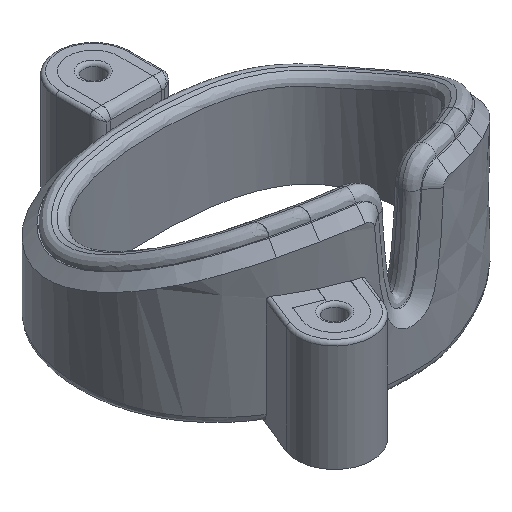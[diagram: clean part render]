
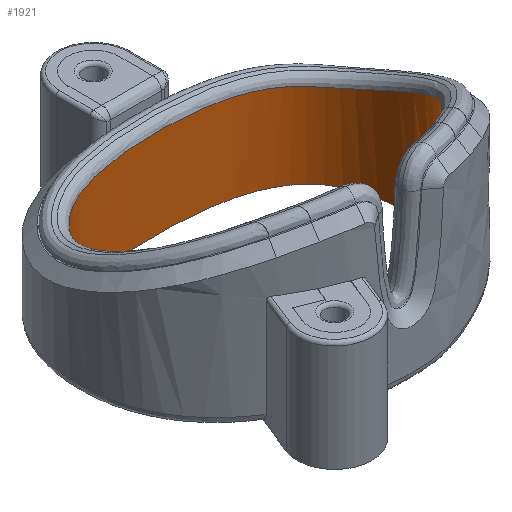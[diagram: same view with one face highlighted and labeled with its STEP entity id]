
A CAD part, isometric view. The second image highlights one B-rep face of the part: STEP entity #1921.
In plain terms, the highlighted free-form (B-spline) face has degree [3, 1] with [19, 2] control points.
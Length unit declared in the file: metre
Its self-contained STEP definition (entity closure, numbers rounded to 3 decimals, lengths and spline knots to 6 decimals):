
#195=B_SPLINE_CURVE_WITH_KNOTS('',3,(#3506,#3507,#3508,#3509,#3510,#3511,
#3512,#3513,#3514,#3515,#3516,#3517,#3518,#3519,#3520,#3521,#3522,#3523,
#3524,#3525,#3526,#3527,#3528,#3529,#3530),.UNSPECIFIED.,.F.,.F.,(4,1,1,
1,1,1,1,1,1,1,1,1,1,1,1,1,1,1,1,1,1,1,4),(0.,0.004647,0.009294,
0.01394,0.016264,0.018587,0.02091,
0.023234,0.025557,0.027881,0.032527,
0.037174,0.041821,0.046468,0.048791,
0.051114,0.053438,0.055761,0.058085,
0.060408,0.065055,0.069701,0.074348),
 .UNSPECIFIED.);
#196=B_SPLINE_CURVE_WITH_KNOTS('',3,(#3534,#3535,#3536,#3537,#3538,#3539,
#3540,#3541,#3542,#3543,#3544,#3545,#3546),.UNSPECIFIED.,.T.,.F.,(1,3,1,
1,1,1,1,1,1,1,1,3,1),(-0.123908,0.,0.123908,0.223818,
0.323729,0.434778,0.5,0.565222,0.676271,
0.776182,0.876092,1.,1.123908),.UNSPECIFIED.);
#436=ORIENTED_EDGE('',*,*,#972,.F.);
#437=ORIENTED_EDGE('',*,*,#973,.T.);
#438=ORIENTED_EDGE('',*,*,#974,.T.);
#439=ORIENTED_EDGE('',*,*,#975,.F.);
#972=EDGE_CURVE('',#1249,#1250,#1413,.T.);
#973=EDGE_CURVE('',#1249,#1251,#195,.T.);
#974=EDGE_CURVE('',#1251,#1252,#1414,.T.);
#975=EDGE_CURVE('',#1250,#1252,#196,.T.);
#1249=VERTEX_POINT('',#3504);
#1250=VERTEX_POINT('',#3505);
#1251=VERTEX_POINT('',#3531);
#1252=VERTEX_POINT('',#3533);
#1413=LINE('',#3503,#1519);
#1414=LINE('',#3532,#1520);
#1519=VECTOR('',#2256,1.);
#1520=VECTOR('',#2257,1.);
#1636=EDGE_LOOP('',(#436,#437,#438,#439));
#1765=FACE_BOUND('',#1636,.T.);
#1865=B_SPLINE_SURFACE_WITH_KNOTS('',3,1,((#3465,#3466),(#3467,#3468),(#3469,
#3470),(#3471,#3472),(#3473,#3474),(#3475,#3476),(#3477,#3478),(#3479,#3480),
(#3481,#3482),(#3483,#3484),(#3485,#3486),(#3487,#3488),(#3489,#3490),(#3491,
#3492),(#3493,#3494),(#3495,#3496),(#3497,#3498),(#3499,#3500),(#3501,#3502)),
 .SURF_OF_LINEAR_EXTRUSION.,.F.,.F.,.F.,(4,1,1,1,1,1,1,1,1,1,1,1,1,1,1,
1,4),(2,2),(0.652173,0.695651,0.739129,0.782608,
0.826086,0.869565,0.913043,0.956522,
1.,1.043478,1.086957,1.130435,1.173914,
1.217392,1.260871,1.304349,1.347827),(0.,
1.),.UNSPECIFIED.);
#1921=ADVANCED_FACE('',(#1765),#1865,.T.);
#2256=DIRECTION('',(0.,0.,-1.));
#2257=DIRECTION('',(0.,0.,-1.));
#3465=CARTESIAN_POINT('',(0.01168,-0.007687,0.017451));
#3466=CARTESIAN_POINT('',(0.01168,-0.007687,0.));
#3467=CARTESIAN_POINT('',(0.012938,-0.006737,0.017451));
#3468=CARTESIAN_POINT('',(0.012938,-0.006737,0.));
#3469=CARTESIAN_POINT('',(0.015086,-0.004612,0.017451));
#3470=CARTESIAN_POINT('',(0.015086,-0.004612,0.));
#3471=CARTESIAN_POINT('',(0.016749,-0.000971,0.017451));
#3472=CARTESIAN_POINT('',(0.016749,-0.000971,0.));
#3473=CARTESIAN_POINT('',(0.017167,0.003015,0.017451));
#3474=CARTESIAN_POINT('',(0.017167,0.003015,0.));
#3475=CARTESIAN_POINT('',(0.016447,0.007132,0.017451));
#3476=CARTESIAN_POINT('',(0.016447,0.007132,0.));
#3477=CARTESIAN_POINT('',(0.014339,0.010681,0.017451));
#3478=CARTESIAN_POINT('',(0.014339,0.010681,0.));
#3479=CARTESIAN_POINT('',(0.010549,0.012919,0.017451));
#3480=CARTESIAN_POINT('',(0.010549,0.012919,0.));
#3481=CARTESIAN_POINT('',(0.005566,0.014016,0.017451));
#3482=CARTESIAN_POINT('',(0.005566,0.014016,0.));
#3483=CARTESIAN_POINT('',(0.,0.01429,0.017451));
#3484=CARTESIAN_POINT('',(0.,0.01429,0.));
#3485=CARTESIAN_POINT('',(-0.005566,0.014016,0.017451));
#3486=CARTESIAN_POINT('',(-0.005566,0.014016,0.));
#3487=CARTESIAN_POINT('',(-0.010549,0.012919,0.017451));
#3488=CARTESIAN_POINT('',(-0.010549,0.012919,0.));
#3489=CARTESIAN_POINT('',(-0.014339,0.010681,0.017451));
#3490=CARTESIAN_POINT('',(-0.014339,0.010681,0.));
#3491=CARTESIAN_POINT('',(-0.016447,0.007132,0.017451));
#3492=CARTESIAN_POINT('',(-0.016447,0.007132,0.));
#3493=CARTESIAN_POINT('',(-0.017167,0.003015,0.017451));
#3494=CARTESIAN_POINT('',(-0.017167,0.003015,0.));
#3495=CARTESIAN_POINT('',(-0.016749,-0.000971,0.017451));
#3496=CARTESIAN_POINT('',(-0.016749,-0.000971,0.));
#3497=CARTESIAN_POINT('',(-0.015086,-0.004612,0.017451));
#3498=CARTESIAN_POINT('',(-0.015086,-0.004612,0.));
#3499=CARTESIAN_POINT('',(-0.012938,-0.006737,0.017451));
#3500=CARTESIAN_POINT('',(-0.012938,-0.006737,0.));
#3501=CARTESIAN_POINT('',(-0.01168,-0.007687,0.017451));
#3502=CARTESIAN_POINT('',(-0.01168,-0.007687,0.));
#3503=CARTESIAN_POINT('',(0.01168,-0.007687,0.022));
#3504=CARTESIAN_POINT('',(0.01168,-0.007687,0.017347));
#3505=CARTESIAN_POINT('',(0.01168,-0.007687,0.));
#3506=CARTESIAN_POINT('',(0.01168,-0.007687,0.017347));
#3507=CARTESIAN_POINT('',(0.012858,-0.006798,0.016864));
#3508=CARTESIAN_POINT('',(0.014967,-0.004783,0.015743));
#3509=CARTESIAN_POINT('',(0.016768,-0.001005,0.013649));
#3510=CARTESIAN_POINT('',(0.017105,0.002488,0.01194));
#3511=CARTESIAN_POINT('',(0.016769,0.005322,0.010827));
#3512=CARTESIAN_POINT('',(0.016129,0.007481,0.010175));
#3513=CARTESIAN_POINT('',(0.015005,0.009524,0.009882));
#3514=CARTESIAN_POINT('',(0.013373,0.011205,0.009996));
#3515=CARTESIAN_POINT('',(0.011371,0.012374,0.010175));
#3516=CARTESIAN_POINT('',(0.008452,0.013434,0.010348));
#3517=CARTESIAN_POINT('',(0.004657,0.014072,0.010452));
#3518=CARTESIAN_POINT('',(0.00003,0.01426,0.010481));
#3519=CARTESIAN_POINT('',(-0.004558,0.01408,0.010454));
#3520=CARTESIAN_POINT('',(-0.008387,0.013451,0.010351));
#3521=CARTESIAN_POINT('',(-0.011314,0.012398,0.010179));
#3522=CARTESIAN_POINT('',(-0.013304,0.011256,0.010003));
#3523=CARTESIAN_POINT('',(-0.014965,0.009581,0.00988));
#3524=CARTESIAN_POINT('',(-0.016104,0.007541,0.010161));
#3525=CARTESIAN_POINT('',(-0.016759,0.005377,0.010807));
#3526=CARTESIAN_POINT('',(-0.017107,0.002521,0.011924));
#3527=CARTESIAN_POINT('',(-0.016776,-0.000982,0.013636));
#3528=CARTESIAN_POINT('',(-0.014974,-0.004776,0.015738));
#3529=CARTESIAN_POINT('',(-0.012862,-0.006795,0.016862));
#3530=CARTESIAN_POINT('',(-0.01168,-0.007687,0.017347));
#3531=CARTESIAN_POINT('',(-0.01168,-0.007687,0.017347));
#3532=CARTESIAN_POINT('',(-0.01168,-0.007687,0.022));
#3533=CARTESIAN_POINT('',(-0.01168,-0.007687,0.));
#3534=CARTESIAN_POINT('',(0.,0.014199,0.));
#3535=CARTESIAN_POINT('',(-0.005288,0.014199,0.));
#3536=CARTESIAN_POINT('',(-0.01484,0.012869,0.));
#3537=CARTESIAN_POINT('',(-0.01797,0.002256,0.));
#3538=CARTESIAN_POINT('',(-0.014855,-0.006801,0.));
#3539=CARTESIAN_POINT('',(-0.004107,-0.012119,0.));
#3540=CARTESIAN_POINT('',(0.,-0.011999,0.));
#3541=CARTESIAN_POINT('',(0.004107,-0.012119,0.));
#3542=CARTESIAN_POINT('',(0.014855,-0.006801,0.));
#3543=CARTESIAN_POINT('',(0.01797,0.002256,0.));
#3544=CARTESIAN_POINT('',(0.01484,0.012869,0.));
#3545=CARTESIAN_POINT('',(0.005288,0.014199,0.));
#3546=CARTESIAN_POINT('',(0.,0.014199,0.));
